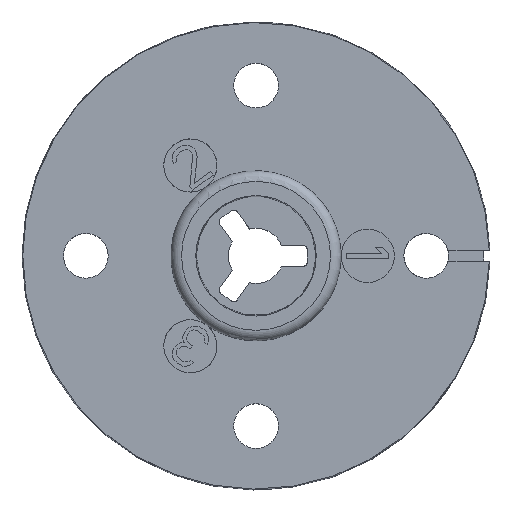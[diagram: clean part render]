
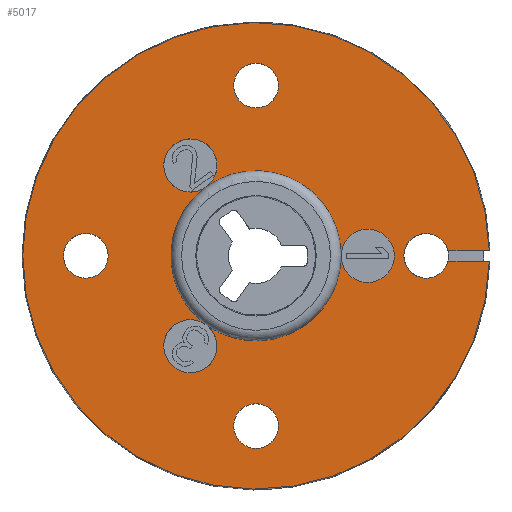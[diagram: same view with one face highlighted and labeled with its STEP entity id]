
A CAD part, top view. The second image highlights one B-rep face of the part: STEP entity #5017.
In plain terms, the highlighted planar face has unit normal (0, 0, 1).
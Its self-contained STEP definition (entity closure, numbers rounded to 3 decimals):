
#159=FACE_BOUND('',#612,.T.);
#160=FACE_BOUND('',#613,.T.);
#161=FACE_BOUND('',#614,.T.);
#162=FACE_BOUND('',#615,.T.);
#203=CIRCLE('',#5325,1.05);
#204=CIRCLE('',#5327,1.05);
#205=CIRCLE('',#5328,10.965);
#206=CIRCLE('',#5329,1.05);
#207=CIRCLE('',#5330,1.05);
#208=CIRCLE('',#5331,1.25);
#209=CIRCLE('',#5332,4.);
#210=CIRCLE('',#5333,1.25);
#211=CIRCLE('',#5334,4.);
#212=CIRCLE('',#5335,1.25);
#213=CIRCLE('',#5336,4.);
#330=FACE_OUTER_BOUND('',#611,.T.);
#611=EDGE_LOOP('',(#3345,#3346,#3347,#3348));
#612=EDGE_LOOP('',(#3349));
#613=EDGE_LOOP('',(#3350));
#614=EDGE_LOOP('',(#3351));
#615=EDGE_LOOP('',(#3352,#3353,#3354,#3355,#3356,#3357));
#950=LINE('',#7201,#1508);
#951=LINE('',#7205,#1509);
#1508=VECTOR('',#5798,1.942);
#1509=VECTOR('',#5801,1.942);
#2078=VERTEX_POINT('',#7196);
#2079=VERTEX_POINT('',#7199);
#2080=VERTEX_POINT('',#7200);
#2081=VERTEX_POINT('',#7202);
#2082=VERTEX_POINT('',#7204);
#2083=VERTEX_POINT('',#7207);
#2084=VERTEX_POINT('',#7209);
#2085=VERTEX_POINT('',#7211);
#2086=VERTEX_POINT('',#7213);
#2087=VERTEX_POINT('',#7216);
#2587=EDGE_CURVE('',#2078,#2078,#203,.T.);
#2588=EDGE_CURVE('',#2079,#2080,#950,.T.);
#2589=EDGE_CURVE('',#2081,#2080,#204,.T.);
#2590=EDGE_CURVE('',#2081,#2082,#951,.T.);
#2591=EDGE_CURVE('',#2082,#2079,#205,.T.);
#2592=EDGE_CURVE('',#2083,#2083,#206,.T.);
#2593=EDGE_CURVE('',#2084,#2084,#207,.T.);
#2594=EDGE_CURVE('',#2085,#2085,#208,.T.);
#2595=EDGE_CURVE('',#2085,#2086,#209,.T.);
#2596=EDGE_CURVE('',#2086,#2086,#210,.T.);
#2597=EDGE_CURVE('',#2086,#2087,#211,.T.);
#2598=EDGE_CURVE('',#2087,#2087,#212,.T.);
#2599=EDGE_CURVE('',#2087,#2085,#213,.T.);
#3345=ORIENTED_EDGE('',*,*,#2588,.T.);
#3346=ORIENTED_EDGE('',*,*,#2589,.F.);
#3347=ORIENTED_EDGE('',*,*,#2590,.T.);
#3348=ORIENTED_EDGE('',*,*,#2591,.T.);
#3349=ORIENTED_EDGE('',*,*,#2587,.F.);
#3350=ORIENTED_EDGE('',*,*,#2592,.F.);
#3351=ORIENTED_EDGE('',*,*,#2593,.F.);
#3352=ORIENTED_EDGE('',*,*,#2594,.F.);
#3353=ORIENTED_EDGE('',*,*,#2595,.T.);
#3354=ORIENTED_EDGE('',*,*,#2596,.F.);
#3355=ORIENTED_EDGE('',*,*,#2597,.T.);
#3356=ORIENTED_EDGE('',*,*,#2598,.F.);
#3357=ORIENTED_EDGE('',*,*,#2599,.T.);
#4811=PLANE('',#5326);
#5017=ADVANCED_FACE('',(#330,#159,#160,#161,#162),#4811,.T.);
#5325=AXIS2_PLACEMENT_3D('',#7197,#5794,#5795);
#5326=AXIS2_PLACEMENT_3D('',#7198,#5796,#5797);
#5327=AXIS2_PLACEMENT_3D('',#7203,#5799,#5800);
#5328=AXIS2_PLACEMENT_3D('',#7206,#5802,#5803);
#5329=AXIS2_PLACEMENT_3D('',#7208,#5804,#5805);
#5330=AXIS2_PLACEMENT_3D('',#7210,#5806,#5807);
#5331=AXIS2_PLACEMENT_3D('',#7212,#5808,#5809);
#5332=AXIS2_PLACEMENT_3D('',#7214,#5810,#5811);
#5333=AXIS2_PLACEMENT_3D('',#7215,#5812,#5813);
#5334=AXIS2_PLACEMENT_3D('',#7217,#5814,#5815);
#5335=AXIS2_PLACEMENT_3D('',#7218,#5816,#5817);
#5336=AXIS2_PLACEMENT_3D('',#7219,#5818,#5819);
#5794=DIRECTION('center_axis',(0.,0.,1.));
#5795=DIRECTION('ref_axis',(0.,1.,0.));
#5796=DIRECTION('center_axis',(0.,0.,1.));
#5797=DIRECTION('ref_axis',(1.,0.,0.));
#5798=DIRECTION('',(-1.,0.,0.));
#5799=DIRECTION('center_axis',(0.,0.,1.));
#5800=DIRECTION('ref_axis',(0.972,0.235,0.));
#5801=DIRECTION('',(1.,0.,0.));
#5802=DIRECTION('center_axis',(0.,0.,1.));
#5803=DIRECTION('ref_axis',(1.,0.023,0.));
#5804=DIRECTION('center_axis',(0.,0.,1.));
#5805=DIRECTION('ref_axis',(0.,1.,0.));
#5806=DIRECTION('center_axis',(0.,0.,1.));
#5807=DIRECTION('ref_axis',(0.,1.,0.));
#5808=DIRECTION('center_axis',(0.,0.,1.));
#5809=DIRECTION('ref_axis',(0.,-1.,0.));
#5810=DIRECTION('center_axis',(0.,0.,-1.));
#5811=DIRECTION('ref_axis',(1.,0.,0.));
#5812=DIRECTION('center_axis',(0.,0.,1.));
#5813=DIRECTION('ref_axis',(0.588,0.809,0.));
#5814=DIRECTION('center_axis',(0.,0.,-1.));
#5815=DIRECTION('ref_axis',(-1.,0.,0.));
#5816=DIRECTION('center_axis',(0.,0.,1.));
#5817=DIRECTION('ref_axis',(0.588,-0.809,0.));
#5818=DIRECTION('center_axis',(0.,0.,-1.));
#5819=DIRECTION('ref_axis',(-0.588,0.809,0.));
#7196=CARTESIAN_POINT('',(-8.,-1.05,2.));
#7197=CARTESIAN_POINT('Origin',(-8.,0.,2.));
#7198=CARTESIAN_POINT('Origin',(0.,0.,2.));
#7199=CARTESIAN_POINT('',(10.962,-0.247,2.));
#7200=CARTESIAN_POINT('',(9.02,-0.247,2.));
#7201=CARTESIAN_POINT('',(10.962,-0.247,2.));
#7202=CARTESIAN_POINT('',(9.02,0.247,2.));
#7203=CARTESIAN_POINT('Origin',(8.,0.,2.));
#7204=CARTESIAN_POINT('',(10.962,0.247,2.));
#7205=CARTESIAN_POINT('',(9.02,0.247,2.));
#7206=CARTESIAN_POINT('Origin',(0.,0.,2.));
#7207=CARTESIAN_POINT('',(0.,6.95,2.));
#7208=CARTESIAN_POINT('Origin',(0.,8.,2.));
#7209=CARTESIAN_POINT('',(0.,-9.05,2.));
#7210=CARTESIAN_POINT('Origin',(0.,-8.,2.));
#7211=CARTESIAN_POINT('',(4.,0.,2.));
#7212=CARTESIAN_POINT('Origin',(5.25,0.,2.));
#7213=CARTESIAN_POINT('',(-2.351,-3.236,2.));
#7214=CARTESIAN_POINT('Origin',(0.,0.,2.));
#7215=CARTESIAN_POINT('Origin',(-3.086,-4.247,2.));
#7216=CARTESIAN_POINT('',(-2.351,3.236,2.));
#7217=CARTESIAN_POINT('Origin',(0.,0.,2.));
#7218=CARTESIAN_POINT('Origin',(-3.086,4.247,2.));
#7219=CARTESIAN_POINT('Origin',(0.,0.,2.));
